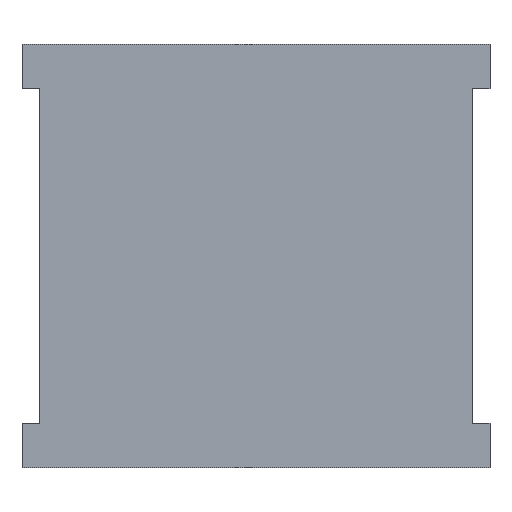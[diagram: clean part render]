
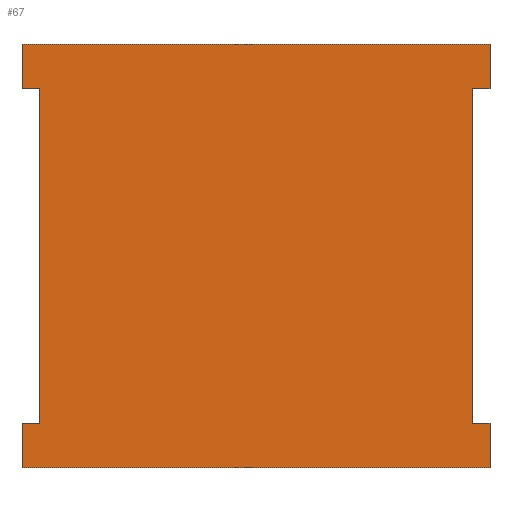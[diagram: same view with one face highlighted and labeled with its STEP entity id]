
A CAD part, front view. The second image highlights one B-rep face of the part: STEP entity #67.
In plain terms, the highlighted planar face has unit normal (0, -1, 0).
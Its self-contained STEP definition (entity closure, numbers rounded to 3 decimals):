
#67=ADVANCED_FACE('NONE',(#174),#175,.T.);
#174=FACE_OUTER_BOUND('',#343,.T.);
#175=PLANE('',#344);
#343=EDGE_LOOP('',(#645,#646,#647,#648,#649,#650,#651,#652,#653,#654,#655,#656));
#344=AXIS2_PLACEMENT_3D('',#657,#658,#659);
#645=ORIENTED_EDGE('',*,*,#1237,.T.);
#646=ORIENTED_EDGE('',*,*,#1238,.T.);
#647=ORIENTED_EDGE('',*,*,#1239,.T.);
#648=ORIENTED_EDGE('',*,*,#1240,.F.);
#649=ORIENTED_EDGE('',*,*,#1241,.F.);
#650=ORIENTED_EDGE('',*,*,#1192,.F.);
#651=ORIENTED_EDGE('',*,*,#1236,.F.);
#652=ORIENTED_EDGE('',*,*,#1198,.F.);
#653=ORIENTED_EDGE('',*,*,#1242,.F.);
#654=ORIENTED_EDGE('',*,*,#1243,.T.);
#655=ORIENTED_EDGE('',*,*,#1244,.T.);
#656=ORIENTED_EDGE('',*,*,#1245,.T.);
#657=CARTESIAN_POINT('',(0.0,-10.5,9.5));
#658=DIRECTION('',(0.0,-1.0,0.0));
#659=DIRECTION('',(0.0,0.0,-1.0));
#1192=EDGE_CURVE('NONE',#1452,#1454,#1455,.T.);
#1198=EDGE_CURVE('NONE',#1462,#1464,#1465,.T.);
#1236=EDGE_CURVE('NONE',#1464,#1452,#1534,.T.);
#1237=EDGE_CURVE('NONE',#1535,#1536,#1537,.T.);
#1238=EDGE_CURVE('NONE',#1536,#1538,#1539,.T.);
#1239=EDGE_CURVE('NONE',#1538,#1540,#1541,.T.);
#1240=EDGE_CURVE('NONE',#1542,#1540,#1543,.T.);
#1241=EDGE_CURVE('NONE',#1454,#1542,#1544,.T.);
#1242=EDGE_CURVE('NONE',#1545,#1462,#1546,.T.);
#1243=EDGE_CURVE('NONE',#1545,#1547,#1548,.T.);
#1244=EDGE_CURVE('NONE',#1547,#1549,#1550,.T.);
#1245=EDGE_CURVE('NONE',#1549,#1535,#1551,.T.);
#1452=VERTEX_POINT('NONE',#1852);
#1454=VERTEX_POINT('NONE',#1855);
#1455=LINE('',#1856,#1857);
#1462=VERTEX_POINT('NONE',#1868);
#1464=VERTEX_POINT('NONE',#1871);
#1465=LINE('',#1872,#1873);
#1534=LINE('',#1975,#1976);
#1535=VERTEX_POINT('NONE',#1977);
#1536=VERTEX_POINT('NONE',#1978);
#1537=LINE('',#1979,#1980);
#1538=VERTEX_POINT('NONE',#1981);
#1539=LINE('',#1982,#1983);
#1540=VERTEX_POINT('NONE',#1984);
#1541=LINE('',#1985,#1986);
#1542=VERTEX_POINT('NONE',#1987);
#1543=LINE('',#1988,#1989);
#1544=LINE('',#1990,#1991);
#1545=VERTEX_POINT('NONE',#1992);
#1546=LINE('',#1993,#1994);
#1547=VERTEX_POINT('NONE',#1995);
#1548=LINE('',#1996,#1997);
#1549=VERTEX_POINT('NONE',#1998);
#1550=LINE('',#1999,#2000);
#1551=LINE('',#2001,#2002);
#1852=CARTESIAN_POINT('',(20.2,-10.5,-7.5));
#1855=CARTESIAN_POINT('',(21.0,-10.5,-7.5));
#1856=CARTESIAN_POINT('',(21.0,-10.5,-7.5));
#1857=VECTOR('',#2340,1000.0);
#1868=CARTESIAN_POINT('',(21.0,-10.5,7.5));
#1871=CARTESIAN_POINT('',(20.2,-10.5,7.5));
#1872=CARTESIAN_POINT('',(19.7,-10.5,7.5));
#1873=VECTOR('',#2346,1000.0);
#1975=CARTESIAN_POINT('',(20.2,-10.5,1.75));
#1976=VECTOR('',#2392,1000.0);
#1977=CARTESIAN_POINT('',(0.8,-10.5,7.5));
#1978=CARTESIAN_POINT('',(0.8,-10.5,-7.5));
#1979=CARTESIAN_POINT('',(0.8,-10.5,1.75));
#1980=VECTOR('',#2393,1000.0);
#1981=CARTESIAN_POINT('',(0.,-10.5,-7.5));
#1982=CARTESIAN_POINT('',(0.,-10.5,-7.5));
#1983=VECTOR('',#2394,1000.0);
#1984=CARTESIAN_POINT('',(0.0,-10.5,-9.5));
#1985=CARTESIAN_POINT('',(0.0,-10.5,9.5));
#1986=VECTOR('',#2395,1000.0);
#1987=CARTESIAN_POINT('',(21.0,-10.5,-9.5));
#1988=CARTESIAN_POINT('',(0.0,-10.5,-9.5));
#1989=VECTOR('',#2396,1000.0);
#1990=CARTESIAN_POINT('',(21.0,-10.5,9.5));
#1991=VECTOR('',#2397,1000.0);
#1992=CARTESIAN_POINT('',(21.0,-10.5,9.5));
#1993=CARTESIAN_POINT('',(21.0,-10.5,9.5));
#1994=VECTOR('',#2398,1000.0);
#1995=CARTESIAN_POINT('',(0.0,-10.5,9.5));
#1996=CARTESIAN_POINT('',(0.0,-10.5,9.5));
#1997=VECTOR('',#2399,1000.0);
#1998=CARTESIAN_POINT('',(0.,-10.5,7.5));
#1999=CARTESIAN_POINT('',(0.0,-10.5,9.5));
#2000=VECTOR('',#2400,1000.0);
#2001=CARTESIAN_POINT('',(1.3,-10.5,7.5));
#2002=VECTOR('',#2401,1000.0);
#2340=DIRECTION('',(1.0,0.,0.));
#2346=DIRECTION('',(-1.0,0.,0.));
#2392=DIRECTION('',(0.,0.,-1.0));
#2393=DIRECTION('',(0.,0.0,-1.0));
#2394=DIRECTION('',(-1.0,0.0,0.));
#2395=DIRECTION('',(-0.0,-0.0,-1.0));
#2396=DIRECTION('',(-1.0,0.0,-0.0));
#2397=DIRECTION('',(-0.0,-0.0,-1.0));
#2398=DIRECTION('',(-0.0,-0.0,-1.0));
#2399=DIRECTION('',(-1.0,0.0,-0.0));
#2400=DIRECTION('',(-0.0,-0.0,-1.0));
#2401=DIRECTION('',(1.0,0.0,0.));
